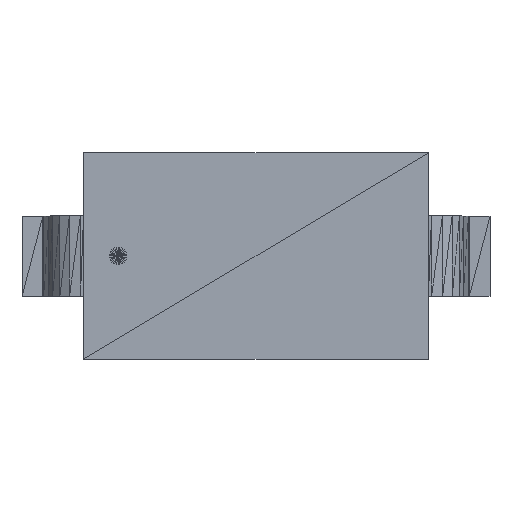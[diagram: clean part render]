
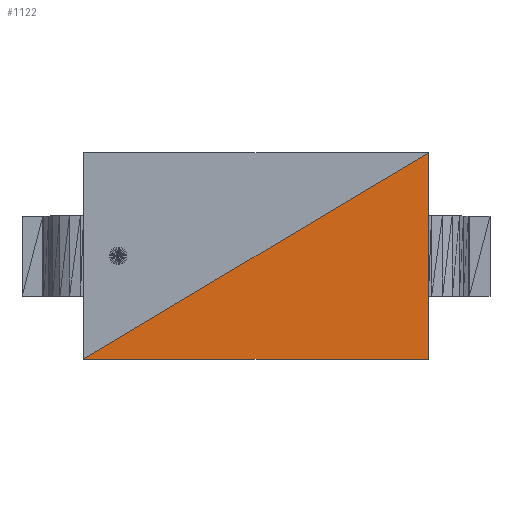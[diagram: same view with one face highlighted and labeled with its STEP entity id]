
A CAD part, top view. The second image highlights one B-rep face of the part: STEP entity #1122.
In plain terms, the highlighted planar face has unit normal (0, 0, 1).
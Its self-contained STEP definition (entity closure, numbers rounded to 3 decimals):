
#1122=ADVANCED_FACE('',(#1123),#1149,.F.);
#1123=FACE_OUTER_BOUND('',#1124,.T.);
#1124=EDGE_LOOP('',(#1125,#1127,#1129));
#1125=ORIENTED_EDGE('',*,*,#1126,.T.);
#1126=EDGE_CURVE('',#1131,#1133,#1135,.T.);
#1127=ORIENTED_EDGE('',*,*,#1128,.T.);
#1128=EDGE_CURVE('',#1133,#1139,#1141,.T.);
#1129=ORIENTED_EDGE('',*,*,#1130,.T.);
#1130=EDGE_CURVE('',#1139,#1131,#1145,.T.);
#1131=VERTEX_POINT('',#1132);
#1132=CARTESIAN_POINT('',(1.422,0.851,0.813));
#1133=VERTEX_POINT('',#1134);
#1134=CARTESIAN_POINT('',(1.422,-0.851,0.813));
#1135=LINE('',#1136,#1137);
#1136=CARTESIAN_POINT('',(1.422,0.851,0.813));
#1137=VECTOR('',#1138,1.0);
#1138=DIRECTION('',(0.0,1.0,0.0));
#1139=VERTEX_POINT('',#1140);
#1140=CARTESIAN_POINT('',(-1.422,-0.851,0.813));
#1141=LINE('',#1142,#1143);
#1142=CARTESIAN_POINT('',(1.422,-0.851,0.813));
#1143=VECTOR('',#1144,1.0);
#1144=DIRECTION('',(1.0,0.0,0.0));
#1145=LINE('',#1146,#1147);
#1146=CARTESIAN_POINT('',(-1.422,-0.851,0.813));
#1147=VECTOR('',#1148,1.0);
#1148=DIRECTION('',(-0.858,-0.513,0.0));
#1149=PLANE('',#1150);
#1150=AXIS2_PLACEMENT_3D('',#1151,#1152,#1153);
#1151=CARTESIAN_POINT('',(1.422,-0.851,0.813));
#1152=DIRECTION('',(0.0,0.0,-1.0));
#1153=DIRECTION('',(0.858,0.513,0.0));
